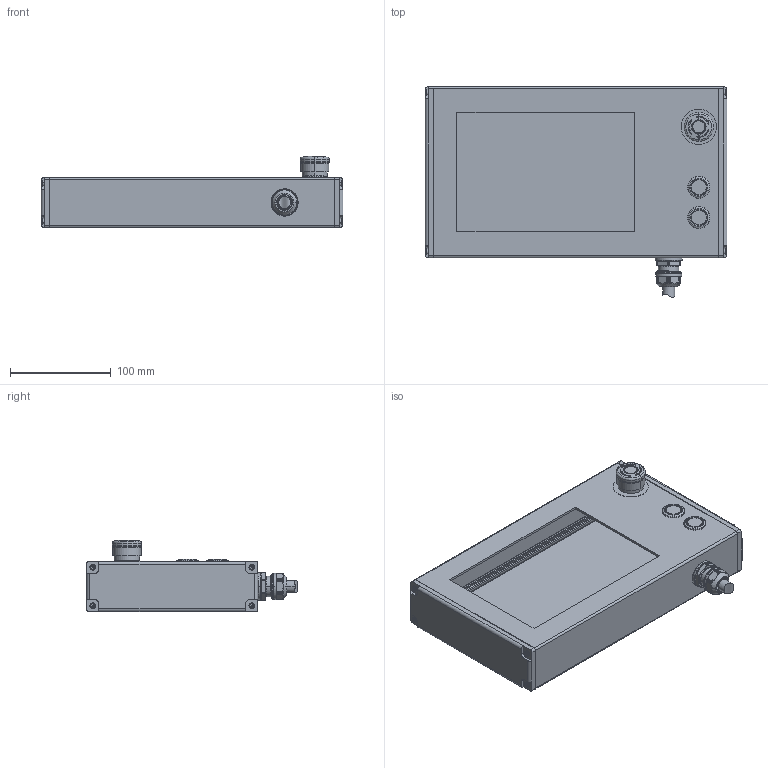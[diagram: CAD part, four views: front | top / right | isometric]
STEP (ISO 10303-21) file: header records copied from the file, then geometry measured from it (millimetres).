
FILE_DESCRIPTION (( 'STEP AP203' ), '1' );
FILE_NAME ('CYC-701-STP.step', '2025-06-25T01:53:05', ( '' ), ( '' ), 'SwSTEP 2.0', 'SolidWorks 2020', '' );
FILE_SCHEMA (( 'CONFIG_CONTROL_DESIGN' ));
Length unit declared in the file: millimetre
Products named in the file (1): CYC-701-STP
Bounding box: 300 x 209.31 x 70.85 mm (x, y, z)
Volume: 381916 mm3; surface area: 257104.8 mm2
Topology: 2 solids, 3 shells, 924 faces, 2426 edges, 1555 vertices
Faces by surface type: plane 409, cylinder 257, bspline 166, cone 72, torus 20
Entity records: 37286 total; most frequent: CARTESIAN_POINT 15766, ORIENTED_EDGE 4844, DIRECTION 4043, EDGE_CURVE 2422, VERTEX_POINT 1555, AXIS2_PLACEMENT_3D 1479, VECTOR 1085, LINE 1085
